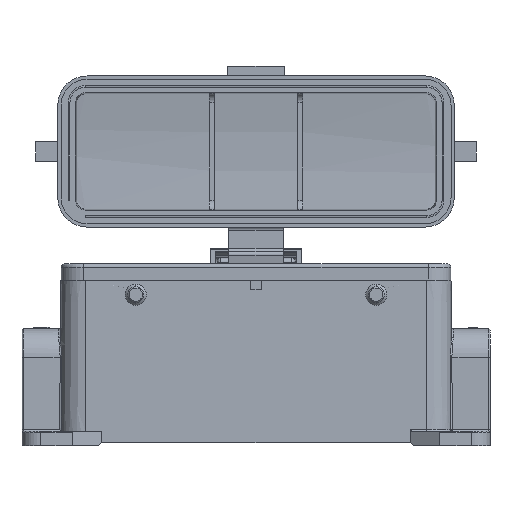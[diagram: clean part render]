
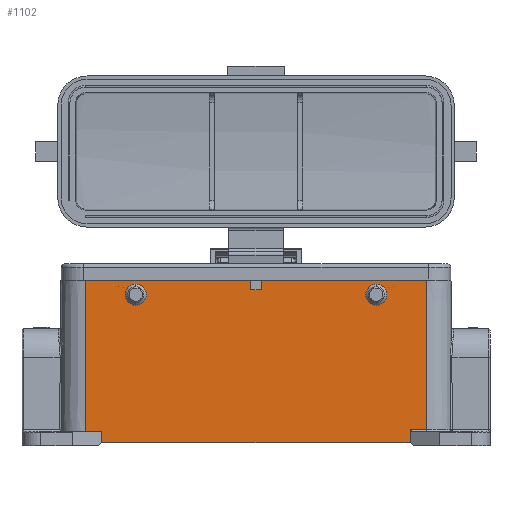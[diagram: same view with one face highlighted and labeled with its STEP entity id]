
A CAD part, left-side view. The second image highlights one B-rep face of the part: STEP entity #1102.
In plain terms, the highlighted planar face has unit normal (-1, 0, 0.009).
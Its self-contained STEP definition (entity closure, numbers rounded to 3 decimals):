
#53=ELLIPSE('',#18573,1.5,1.5);
#55=ELLIPSE('',#18576,1.5,1.5);
#243=FACE_BOUND('',#3562,.T.);
#244=FACE_BOUND('',#3563,.T.);
#245=FACE_BOUND('',#3564,.T.);
#512=PLANE('',#18646);
#1102=ADVANCED_FACE('',(#243,#244,#245),#512,.T.);
#3562=EDGE_LOOP('',(#9133,#9134,#9135,#9136,#9137,#9138,#9139,#9140,#9141,
#9142,#9143,#9144));
#3563=EDGE_LOOP('',(#9145));
#3564=EDGE_LOOP('',(#9146));
#5432=LINE('',#29102,#6793);
#5434=LINE('',#29106,#6795);
#5443=LINE('',#29124,#6804);
#5450=LINE('',#29145,#6811);
#5451=LINE('',#29147,#6812);
#5452=LINE('',#29149,#6813);
#5453=LINE('',#29150,#6814);
#5454=LINE('',#29152,#6815);
#5455=LINE('',#29154,#6816);
#5456=LINE('',#29155,#6817);
#5457=LINE('',#29157,#6818);
#5458=LINE('',#29159,#6819);
#6793=VECTOR('',#21057,1.);
#6795=VECTOR('',#21061,1.);
#6804=VECTOR('',#21074,1.);
#6811=VECTOR('',#21091,1.);
#6812=VECTOR('',#21094,1.);
#6813=VECTOR('',#21095,1.);
#6814=VECTOR('',#21096,1.);
#6815=VECTOR('',#21097,1.);
#6816=VECTOR('',#21098,1.);
#6817=VECTOR('',#21099,1.);
#6818=VECTOR('',#21100,1.);
#6819=VECTOR('',#21101,1.);
#9133=ORIENTED_EDGE('',*,*,#15641,.T.);
#9134=ORIENTED_EDGE('',*,*,#15629,.T.);
#9135=ORIENTED_EDGE('',*,*,#15640,.T.);
#9136=ORIENTED_EDGE('',*,*,#15642,.T.);
#9137=ORIENTED_EDGE('',*,*,#15620,.F.);
#9138=ORIENTED_EDGE('',*,*,#15618,.T.);
#9139=ORIENTED_EDGE('',*,*,#15643,.T.);
#9140=ORIENTED_EDGE('',*,*,#15644,.F.);
#9141=ORIENTED_EDGE('',*,*,#15645,.F.);
#9142=ORIENTED_EDGE('',*,*,#15646,.T.);
#9143=ORIENTED_EDGE('',*,*,#15647,.T.);
#9144=ORIENTED_EDGE('',*,*,#15648,.T.);
#9145=ORIENTED_EDGE('',*,*,#15523,.T.);
#9146=ORIENTED_EDGE('',*,*,#15521,.T.);
#13586=VERTEX_POINT('',#28776);
#13588=VERTEX_POINT('',#28781);
#13630=VERTEX_POINT('',#28966);
#13670=VERTEX_POINT('',#29101);
#13671=VERTEX_POINT('',#29103);
#13672=VERTEX_POINT('',#29107);
#13679=VERTEX_POINT('',#29125);
#13680=VERTEX_POINT('',#29126);
#13687=VERTEX_POINT('',#29144);
#13688=VERTEX_POINT('',#29148);
#13689=VERTEX_POINT('',#29151);
#13690=VERTEX_POINT('',#29153);
#13691=VERTEX_POINT('',#29156);
#13692=VERTEX_POINT('',#29158);
#15521=EDGE_CURVE('',#13586,#13586,#53,.T.);
#15523=EDGE_CURVE('',#13588,#13588,#55,.T.);
#15618=EDGE_CURVE('',#13671,#13670,#5432,.T.);
#15620=EDGE_CURVE('',#13671,#13672,#5434,.T.);
#15629=EDGE_CURVE('',#13679,#13680,#5443,.T.);
#15640=EDGE_CURVE('',#13680,#13687,#5450,.T.);
#15641=EDGE_CURVE('',#13688,#13679,#5451,.T.);
#15642=EDGE_CURVE('',#13687,#13672,#5452,.T.);
#15643=EDGE_CURVE('',#13670,#13689,#5453,.T.);
#15644=EDGE_CURVE('',#13690,#13689,#5454,.T.);
#15645=EDGE_CURVE('',#13630,#13690,#5455,.T.);
#15646=EDGE_CURVE('',#13630,#13691,#5456,.T.);
#15647=EDGE_CURVE('',#13691,#13692,#5457,.T.);
#15648=EDGE_CURVE('',#13692,#13688,#5458,.T.);
#18573=AXIS2_PLACEMENT_3D('',#28775,#20887,#20888);
#18576=AXIS2_PLACEMENT_3D('',#28780,#20893,#20894);
#18646=AXIS2_PLACEMENT_3D('',#29160,#21102,#21103);
#20887=DIRECTION('',(1.,0.,-0.009));
#20888=DIRECTION('',(-0.009,0.,-1.));
#20893=DIRECTION('',(1.,0.,-0.009));
#20894=DIRECTION('',(-0.009,0.,-1.));
#21057=DIRECTION('',(0.,1.,0.));
#21061=DIRECTION('',(-0.009,0.,-1.));
#21074=DIRECTION('',(0.,1.,0.));
#21091=DIRECTION('',(-0.009,0.,-1.));
#21094=DIRECTION('',(0.009,0.,1.));
#21095=DIRECTION('',(0.,1.,0.));
#21096=DIRECTION('',(-0.009,0.,-1.));
#21097=DIRECTION('',(0.,1.,0.));
#21098=DIRECTION('',(0.009,0.,1.));
#21099=DIRECTION('',(0.,-1.,0.));
#21100=DIRECTION('',(0.009,0.,1.));
#21101=DIRECTION('',(0.,-1.,0.));
#21102=DIRECTION('',(-1.,0.,0.009));
#21103=DIRECTION('',(0.,1.,0.));
#28775=CARTESIAN_POINT('',(-21.539,37.,46.5));
#28776=CARTESIAN_POINT('',(-21.552,37.,45.));
#28780=CARTESIAN_POINT('',(-21.539,-37.,46.5));
#28781=CARTESIAN_POINT('',(-21.552,-37.,45.));
#28966=CARTESIAN_POINT('',(-21.936,47.5,1.));
#29101=CARTESIAN_POINT('',(-21.5,52.5,51.));
#29102=CARTESIAN_POINT('',(-21.5,1.6,51.));
#29103=CARTESIAN_POINT('',(-21.5,1.6,51.));
#29106=CARTESIAN_POINT('',(-21.5,1.6,51.));
#29107=CARTESIAN_POINT('',(-21.526,1.6,48.));
#29124=CARTESIAN_POINT('',(-21.5,-52.5,51.));
#29125=CARTESIAN_POINT('',(-21.5,-52.5,51.));
#29126=CARTESIAN_POINT('',(-21.5,-1.6,51.));
#29144=CARTESIAN_POINT('',(-21.526,-1.6,48.));
#29145=CARTESIAN_POINT('',(-21.5,-1.6,51.));
#29147=CARTESIAN_POINT('',(-21.901,-52.5,4.996));
#29148=CARTESIAN_POINT('',(-21.901,-52.5,4.996));
#29149=CARTESIAN_POINT('',(-21.526,-1.6,48.));
#29150=CARTESIAN_POINT('',(-21.5,52.5,51.));
#29151=CARTESIAN_POINT('',(-21.906,52.5,4.5));
#29152=CARTESIAN_POINT('',(-21.906,47.5,4.5));
#29153=CARTESIAN_POINT('',(-21.906,47.5,4.5));
#29154=CARTESIAN_POINT('',(-21.936,47.5,1.));
#29155=CARTESIAN_POINT('',(-21.936,47.5,1.));
#29156=CARTESIAN_POINT('',(-21.936,-47.5,1.));
#29157=CARTESIAN_POINT('',(-21.936,-47.5,1.));
#29158=CARTESIAN_POINT('',(-21.901,-47.5,4.996));
#29159=CARTESIAN_POINT('',(-21.901,-47.5,4.996));
#29160=CARTESIAN_POINT('',(-21.5,55.148,51.));
